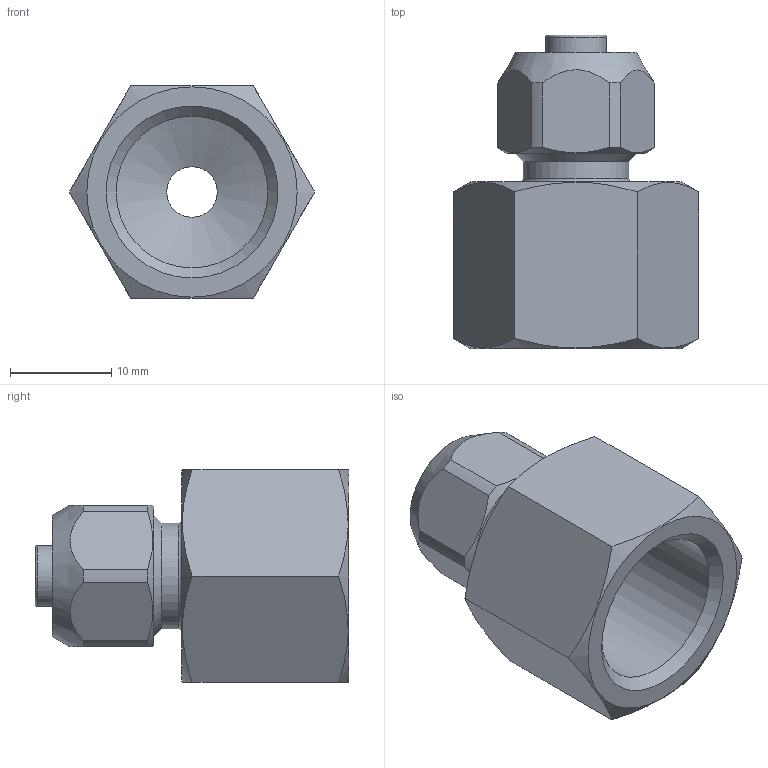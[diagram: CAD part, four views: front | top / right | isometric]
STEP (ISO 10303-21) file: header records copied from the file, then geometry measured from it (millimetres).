
FILE_DESCRIPTION( ( 'STEP AP214' ), '1' );
FILE_NAME( 'X2030043.stp', '2021-04-20T05:16:33', ( 'License CC BY-ND 4.0' ), ( 'CADENAS' ), ' ', 'PARTsolutions', ' ' );
FILE_SCHEMA( ( 'AUTOMOTIVE_DESIGN { 1 0 10303 214 1 1 1 1 }' ) );
Length unit declared in the file: millimetre
Products named in the file (1): Rivoluzione1
Bounding box: 24.25 x 31 x 21 mm (x, y, z)
Volume: 5299.3 mm3; surface area: 3426.6 mm2
Topology: 1 solids, 1 shells, 37 faces, 94 edges, 62 vertices
Faces by surface type: plane 17, cylinder 10, cone 8, torus 2
Full cylindrical faces by diameter (mm): 5 x1, 6 x1, 10.4 x1, 15 x1
Entity records: 1470 total; most frequent: CARTESIAN_POINT 354, ORIENTED_EDGE 158, DIRECTION 152, EDGE_CURVE 79, AXIS2_PLACEMENT_3D 67, VERTEX_POINT 61, EDGE_LOOP 56, FACE_OUTER_BOUND 43
